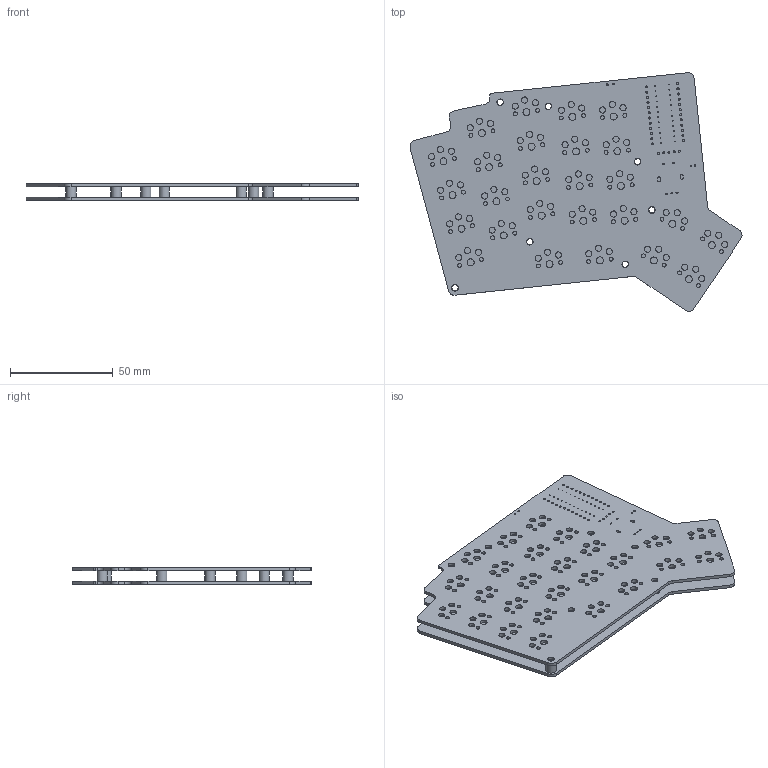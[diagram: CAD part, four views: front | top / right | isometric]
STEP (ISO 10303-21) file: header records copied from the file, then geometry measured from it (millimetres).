
FILE_DESCRIPTION(/* description */ ('STEP AP242','CAx-IF Rec.Pracs.---Representation and Presentation of Product Manufacturing Information (PMI)---4.0---2014-10-13','CAx-IF Rec.Pracs.---3D Tessellated Geometry---0.4---2014-09-14','2;1'),/* implementation_level */ '2;1');
FILE_NAME(/* name */ '6837faf7fe438d6b327ee40f',/* time_stamp */ '2025-05-29T06:13:12Z',/* author */ (''),/* organization */ (''),/* preprocessor_version */ 'ST-DEVELOPER v20',/* originating_system */ 'ONSHAPE BY PTC INC, 1.198',/* authorisation */ ' ');
FILE_SCHEMA (('AP242_MANAGED_MODEL_BASED_3D_ENGINEERING_MIM_LF { 1 0 10303 442 1 1 4 }'));
Length unit declared in the file: metre
Products named in the file (4): keeb 1; standoff; acrylic; keeb_PCB
Assembly tree (9 placements, depth 2):
  keeb 1
    standoff  x7
    acrylic
    keeb_PCB
Bounding box: 161.85 x 116.31 x 8.02 mm (x, y, z)
Volume: 39118.2 mm3; surface area: 56192.7 mm2
Topology: 9 solids, 9 shells, 331 faces, 939 edges, 626 vertices
Faces by surface type: cylinder 277, plane 54
Full cylindrical faces by diameter (mm): 0.4 x24, 0.75 x2, 0.9 x2, 1 x29, 1.9 x52, 3 x85, 3.2 x14, 3.4 x26, 5 x7
Entity records: 10467 total; most frequent: DIRECTION 1838, CARTESIAN_POINT 1593, ORIENTED_EDGE 1348, EDGE_LOOP 1006, FACE_BOUND 1006, AXIS2_PLACEMENT_3D 847, EDGE_CURVE 674, VERTEX_POINT 602
